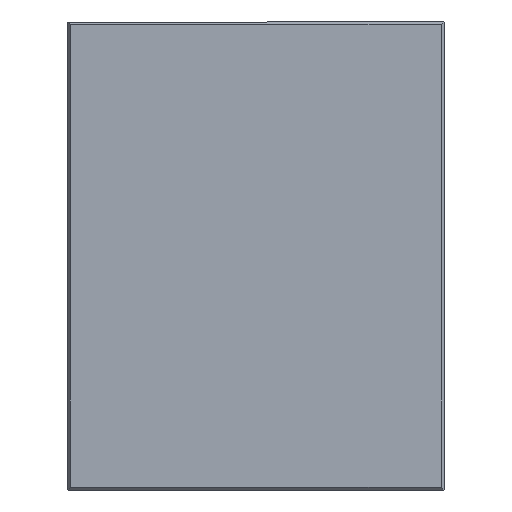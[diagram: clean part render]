
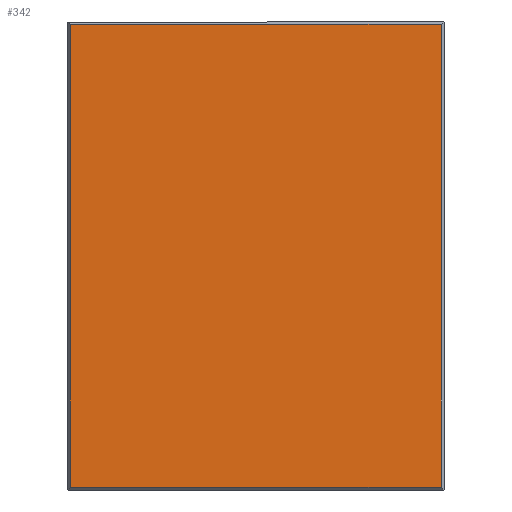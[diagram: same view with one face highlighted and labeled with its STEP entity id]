
A CAD part, left-side view. The second image highlights one B-rep face of the part: STEP entity #342.
In plain terms, the highlighted planar face has unit normal (-1, 0, 0).
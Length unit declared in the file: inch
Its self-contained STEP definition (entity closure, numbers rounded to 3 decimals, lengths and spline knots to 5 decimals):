
#13 = LINE ( 'NONE', #583, #430 ) ;
#34 = DIRECTION ( 'NONE',  ( 0., 0., -1. ) ) ;
#65 = DIRECTION ( 'NONE',  ( 0., 1., 0. ) ) ;
#84 = DIRECTION ( 'NONE',  ( 0., 0., 1. ) ) ;
#105 = CARTESIAN_POINT ( 'NONE',  ( -8.01, 1.37523, -1.713 ) ) ;
#132 = EDGE_CURVE ( 'NONE', #890, #460, #431, .T. ) ;
#156 = LINE ( 'NONE', #691, #826 ) ;
#178 = AXIS2_PLACEMENT_3D ( 'NONE', #447, #273, #84 ) ;
#229 = CARTESIAN_POINT ( 'NONE',  ( -8.01, 1.37523, -1.738 ) ) ;
#239 = EDGE_CURVE ( 'NONE', #461, #743, #251, .T. ) ;
#251 = LINE ( 'NONE', #982, #459 ) ;
#273 = DIRECTION ( 'NONE',  ( -1., 0., 0. ) ) ;
#338 = FACE_OUTER_BOUND ( 'NONE', #830, .T. ) ;
#342 = ADVANCED_FACE ( 'NONE', ( #338 ), #1088, .T. ) ;
#355 = ORIENTED_EDGE ( 'NONE', *, *, #132, .T. ) ;
#387 = CARTESIAN_POINT ( 'NONE',  ( -8.01, -1.372, -1.713 ) ) ;
#430 = VECTOR ( 'NONE', #492, 39.37008 ) ;
#431 = LINE ( 'NONE', #229, #940 ) ;
#434 = ORIENTED_EDGE ( 'NONE', *, *, #734, .T. ) ;
#447 = CARTESIAN_POINT ( 'NONE',  ( -8.01, 0., 0. ) ) ;
#459 = VECTOR ( 'NONE', #782, 39.37008 ) ;
#460 = VERTEX_POINT ( 'NONE', #105 ) ;
#461 = VERTEX_POINT ( 'NONE', #387 ) ;
#492 = DIRECTION ( 'NONE',  ( 0., -1., 0. ) ) ;
#538 = EDGE_CURVE ( 'NONE', #460, #461, #13, .T. ) ;
#583 = CARTESIAN_POINT ( 'NONE',  ( -8.01, 0., -1.713 ) ) ;
#691 = CARTESIAN_POINT ( 'NONE',  ( -8.01, 1.397, 1.71671 ) ) ;
#722 = CARTESIAN_POINT ( 'NONE',  ( -8.01, 1.37523, 1.71671 ) ) ;
#734 = EDGE_CURVE ( 'NONE', #743, #890, #156, .T. ) ;
#743 = VERTEX_POINT ( 'NONE', #788 ) ;
#782 = DIRECTION ( 'NONE',  ( 0., 0., 1. ) ) ;
#788 = CARTESIAN_POINT ( 'NONE',  ( -8.01, -1.372, 1.71671 ) ) ;
#826 = VECTOR ( 'NONE', #65, 39.37008 ) ;
#830 = EDGE_LOOP ( 'NONE', ( #355, #853, #1048, #434 ) ) ;
#853 = ORIENTED_EDGE ( 'NONE', *, *, #538, .T. ) ;
#890 = VERTEX_POINT ( 'NONE', #722 ) ;
#940 = VECTOR ( 'NONE', #34, 39.37008 ) ;
#982 = CARTESIAN_POINT ( 'NONE',  ( -8.01, -1.372, 0. ) ) ;
#1048 = ORIENTED_EDGE ( 'NONE', *, *, #239, .T. ) ;
#1088 = PLANE ( 'NONE',  #178 ) ;
